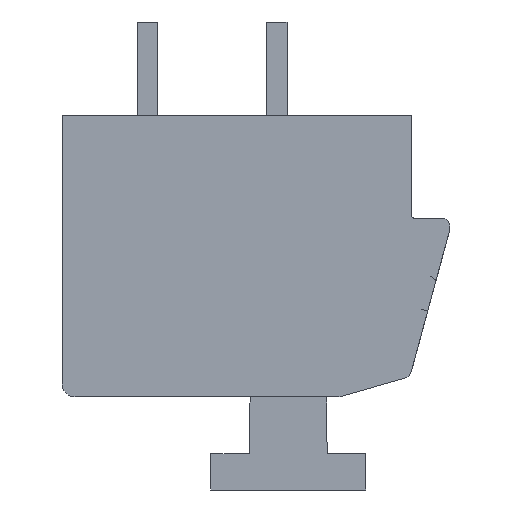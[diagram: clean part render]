
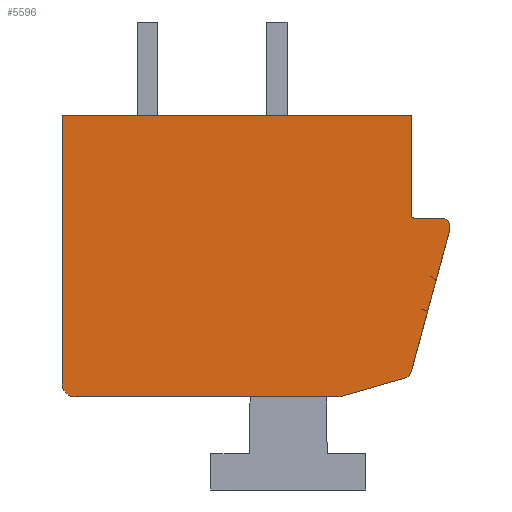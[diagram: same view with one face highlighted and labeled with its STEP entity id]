
A CAD part, front view. The second image highlights one B-rep face of the part: STEP entity #5596.
In plain terms, the highlighted planar face has unit normal (0, -1, 0).
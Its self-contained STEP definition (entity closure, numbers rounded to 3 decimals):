
#1=CARTESIAN_POINT('',(7.2,-63.75,1.15));
#2=DIRECTION('',(0.,-1.,0.));
#3=DIRECTION('',(1.,0.,0.));
#4=AXIS2_PLACEMENT_3D('',#1,#2,#3);
#6=DIRECTION('',(0.,0.,-1.));
#7=VECTOR('',#6,0.119);
#8=CARTESIAN_POINT('',(7.5,-63.75,1.15));
#9=LINE('',#8,#7);
#10=DIRECTION('',(0.262,0.,0.965));
#11=VECTOR('',#10,5.739);
#12=CARTESIAN_POINT('',(5.994,-63.75,-4.507));
#13=LINE('',#12,#11);
#14=CARTESIAN_POINT('',(5.705,-63.75,-4.428));
#15=DIRECTION('',(0.,-1.,0.));
#16=DIRECTION('',(0.274,0.,-0.962));
#17=AXIS2_PLACEMENT_3D('',#14,#15,#16);
#19=DIRECTION('',(0.962,0.,0.274));
#20=VECTOR('',#19,2.679);
#21=CARTESIAN_POINT('',(3.21,-63.75,-5.45));
#22=LINE('',#21,#20);
#23=DIRECTION('',(-1.,0.,0.));
#24=VECTOR('',#23,10.21);
#25=CARTESIAN_POINT('',(3.21,-63.75,-5.45));
#26=LINE('',#25,#24);
#27=CARTESIAN_POINT('',(-7.,-63.75,-4.95));
#28=DIRECTION('',(0.,-1.,0.));
#29=DIRECTION('',(-1.,0.,0.));
#30=AXIS2_PLACEMENT_3D('',#27,#28,#29);
#32=DIRECTION('',(0.,0.,1.));
#33=VECTOR('',#32,10.4);
#34=CARTESIAN_POINT('',(-7.5,-63.75,-4.95));
#35=LINE('',#34,#33);
#36=DIRECTION('',(1.,0.,0.));
#37=VECTOR('',#36,13.5);
#38=CARTESIAN_POINT('',(-7.5,-63.75,5.45));
#39=LINE('',#38,#37);
#40=DIRECTION('',(0.,0.,-1.));
#41=VECTOR('',#40,3.85);
#42=CARTESIAN_POINT('',(6.,-63.75,5.45));
#43=LINE('',#42,#41);
#44=DIRECTION('',(1.,0.,0.));
#45=VECTOR('',#44,1.05);
#46=CARTESIAN_POINT('',(6.15,-63.75,1.45));
#47=LINE('',#46,#45);
#60=CARTESIAN_POINT('',(6.15,-63.75,1.6));
#61=DIRECTION('',(0.,1.,0.));
#62=DIRECTION('',(0.,0.,-1.));
#63=AXIS2_PLACEMENT_3D('',#60,#61,#62);
#4455=CARTESIAN_POINT('',(-7.5,-63.75,5.45));
#4456=CARTESIAN_POINT('',(6.,-63.75,5.45));
#4457=VERTEX_POINT('',#4455);
#4458=VERTEX_POINT('',#4456);
#4459=CARTESIAN_POINT('',(6.,-63.75,1.6));
#4460=VERTEX_POINT('',#4459);
#4461=CARTESIAN_POINT('',(6.15,-63.75,1.45));
#4462=VERTEX_POINT('',#4461);
#4463=CARTESIAN_POINT('',(7.5,-63.75,1.15));
#4464=CARTESIAN_POINT('',(7.2,-63.75,1.45));
#4465=VERTEX_POINT('',#4463);
#4466=VERTEX_POINT('',#4464);
#4467=CARTESIAN_POINT('',(5.787,-63.75,-4.716));
#4468=CARTESIAN_POINT('',(5.994,-63.75,-4.507));
#4469=VERTEX_POINT('',#4467);
#4470=VERTEX_POINT('',#4468);
#4471=CARTESIAN_POINT('',(-7.5,-63.75,-4.95));
#4472=CARTESIAN_POINT('',(-7.,-63.75,-5.45));
#4473=VERTEX_POINT('',#4471);
#4474=VERTEX_POINT('',#4472);
#4475=CARTESIAN_POINT('',(3.21,-63.75,-5.45));
#4476=VERTEX_POINT('',#4475);
#4477=CARTESIAN_POINT('',(7.5,-63.75,1.031));
#4478=VERTEX_POINT('',#4477);
#5565=CARTESIAN_POINT('',(0.,-63.75,0.));
#5566=DIRECTION('',(0.,1.,0.));
#5567=DIRECTION('',(1.,0.,0.));
#5568=AXIS2_PLACEMENT_3D('',#5565,#5566,#5567);
#5569=PLANE('',#5568);
#5571=ORIENTED_EDGE('',*,*,#5570,.F.);
#5573=ORIENTED_EDGE('',*,*,#5572,.T.);
#5575=ORIENTED_EDGE('',*,*,#5574,.F.);
#5577=ORIENTED_EDGE('',*,*,#5576,.F.);
#5579=ORIENTED_EDGE('',*,*,#5578,.F.);
#5581=ORIENTED_EDGE('',*,*,#5580,.T.);
#5583=ORIENTED_EDGE('',*,*,#5582,.F.);
#5585=ORIENTED_EDGE('',*,*,#5584,.T.);
#5587=ORIENTED_EDGE('',*,*,#5586,.T.);
#5589=ORIENTED_EDGE('',*,*,#5588,.T.);
#5591=ORIENTED_EDGE('',*,*,#5590,.F.);
#5593=ORIENTED_EDGE('',*,*,#5592,.T.);
#5594=EDGE_LOOP('',(#5571,#5573,#5575,#5577,#5579,#5581,#5583,#5585,#5587,#5589,
#5591,#5593));
#5595=FACE_OUTER_BOUND('',#5594,.F.);
#5596=ADVANCED_FACE('',(#5595),#5569,.F.);
#5=CIRCLE('',#4,0.3);
#18=CIRCLE('',#17,0.3);
#31=CIRCLE('',#30,0.5);
#64=CIRCLE('',#63,0.15);
#5570=EDGE_CURVE('',#4465,#4466,#5,.T.);
#5572=EDGE_CURVE('',#4465,#4478,#9,.T.);
#5574=EDGE_CURVE('',#4470,#4478,#13,.T.);
#5576=EDGE_CURVE('',#4469,#4470,#18,.T.);
#5578=EDGE_CURVE('',#4476,#4469,#22,.T.);
#5580=EDGE_CURVE('',#4476,#4474,#26,.T.);
#5582=EDGE_CURVE('',#4473,#4474,#31,.T.);
#5584=EDGE_CURVE('',#4473,#4457,#35,.T.);
#5586=EDGE_CURVE('',#4457,#4458,#39,.T.);
#5588=EDGE_CURVE('',#4458,#4460,#43,.T.);
#5590=EDGE_CURVE('',#4462,#4460,#64,.T.);
#5592=EDGE_CURVE('',#4462,#4466,#47,.T.);
